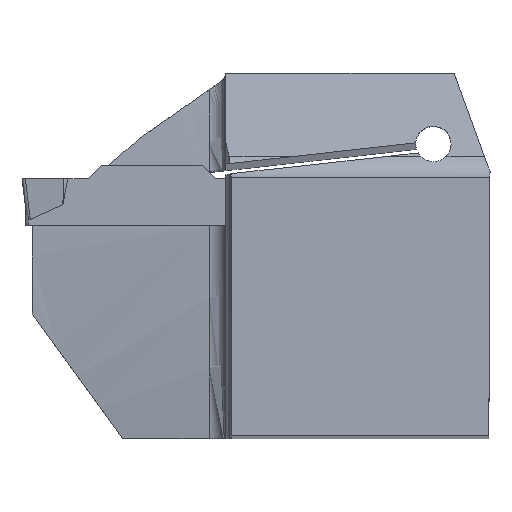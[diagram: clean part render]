
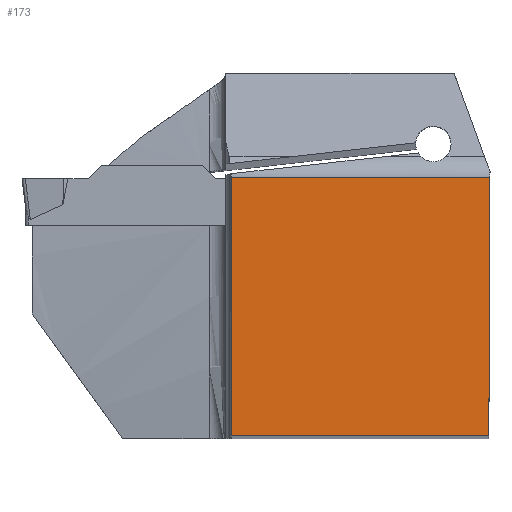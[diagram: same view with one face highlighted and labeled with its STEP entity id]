
A CAD part, top view. The second image highlights one B-rep face of the part: STEP entity #173.
In plain terms, the highlighted planar face has unit normal (0, 0, 1).
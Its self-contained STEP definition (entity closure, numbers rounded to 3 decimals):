
#120=PLANE('',#1438);
#173=ADVANCED_FACE('CU_BACK_SU1',(#250),#120,.F.);
#250=FACE_OUTER_BOUND('',#314,.T.);
#314=EDGE_LOOP('',(#556,#557,#558,#559));
#556=ORIENTED_EDGE('',*,*,#966,.T.);
#557=ORIENTED_EDGE('',*,*,#945,.T.);
#558=ORIENTED_EDGE('',*,*,#999,.T.);
#559=ORIENTED_EDGE('',*,*,#987,.F.);
#818=VERTEX_POINT('',#2021);
#819=VERTEX_POINT('',#2023);
#835=VERTEX_POINT('',#2079);
#847=VERTEX_POINT('',#2158);
#945=EDGE_CURVE('',#819,#818,#1101,.T.);
#966=EDGE_CURVE('',#835,#819,#1113,.T.);
#987=EDGE_CURVE('',#835,#847,#1127,.T.);
#999=EDGE_CURVE('',#818,#847,#1137,.T.);
#1101=LINE('',#2022,#1218);
#1113=LINE('',#2078,#1230);
#1127=LINE('',#2157,#1244);
#1137=LINE('',#2179,#1254);
#1218=VECTOR('',#1570,1.);
#1230=VECTOR('',#1606,1.);
#1244=VECTOR('',#1642,1.);
#1254=VECTOR('',#1666,1.);
#1438=AXIS2_PLACEMENT_3D('',#2180,#1667,#1668);
#1570=DIRECTION('',(0.004,1.,0.));
#1606=DIRECTION('',(1.,0.,0.));
#1642=DIRECTION('',(0.,1.,0.));
#1666=DIRECTION('',(-1.,0.,0.));
#1667=DIRECTION('',(0.,0.,-1.));
#1668=DIRECTION('',(0.,-1.,0.));
#2021=CARTESIAN_POINT('',(0.,24.875,0.));
#2022=CARTESIAN_POINT('',(0.088,44.976,0.));
#2023=CARTESIAN_POINT('',(-0.109,0.,0.));
#2078=CARTESIAN_POINT('',(23.244,0.,0.));
#2079=CARTESIAN_POINT('',(-24.875,0.,0.));
#2157=CARTESIAN_POINT('',(-24.875,44.875,0.));
#2158=CARTESIAN_POINT('',(-24.875,24.875,0.));
#2179=CARTESIAN_POINT('',(23.244,24.875,0.));
#2180=CARTESIAN_POINT('',(23.244,44.875,0.));
